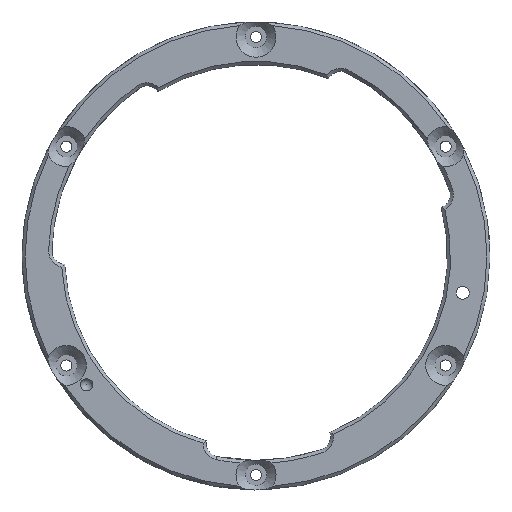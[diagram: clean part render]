
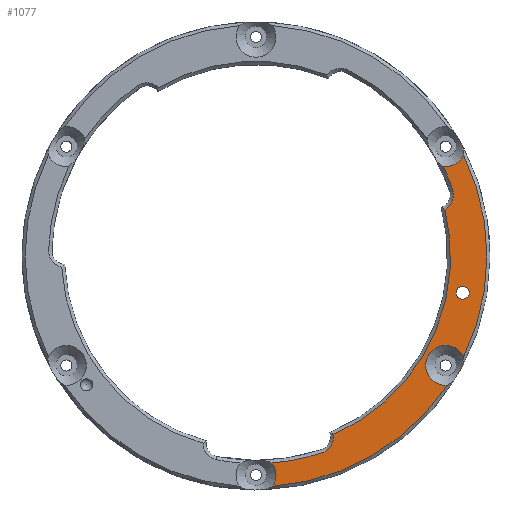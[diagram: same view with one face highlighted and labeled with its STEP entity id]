
A CAD part, top view. The second image highlights one B-rep face of the part: STEP entity #1077.
In plain terms, the highlighted planar face has unit normal (0, 0, 1).
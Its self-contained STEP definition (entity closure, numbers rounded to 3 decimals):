
#188=ORIENTED_EDGE('',*,*,#512,.T.);
#189=ORIENTED_EDGE('',*,*,#513,.T.);
#190=ORIENTED_EDGE('',*,*,#514,.T.);
#191=ORIENTED_EDGE('',*,*,#515,.T.);
#192=ORIENTED_EDGE('',*,*,#516,.T.);
#193=ORIENTED_EDGE('',*,*,#517,.T.);
#194=ORIENTED_EDGE('',*,*,#518,.T.);
#195=ORIENTED_EDGE('',*,*,#519,.T.);
#196=ORIENTED_EDGE('',*,*,#520,.T.);
#197=ORIENTED_EDGE('',*,*,#521,.T.);
#198=ORIENTED_EDGE('',*,*,#522,.T.);
#512=EDGE_CURVE('',#674,#674,#785,.T.);
#513=EDGE_CURVE('',#675,#676,#786,.T.);
#514=EDGE_CURVE('',#676,#677,#787,.T.);
#515=EDGE_CURVE('',#677,#678,#788,.T.);
#516=EDGE_CURVE('',#678,#679,#789,.F.);
#517=EDGE_CURVE('',#679,#680,#790,.T.);
#518=EDGE_CURVE('',#680,#681,#791,.F.);
#519=EDGE_CURVE('',#681,#682,#792,.T.);
#520=EDGE_CURVE('',#682,#683,#793,.T.);
#521=EDGE_CURVE('',#683,#684,#794,.T.);
#522=EDGE_CURVE('',#684,#675,#795,.T.);
#674=VERTEX_POINT('',#1712);
#675=VERTEX_POINT('',#1714);
#676=VERTEX_POINT('',#1715);
#677=VERTEX_POINT('',#1717);
#678=VERTEX_POINT('',#1719);
#679=VERTEX_POINT('',#1721);
#680=VERTEX_POINT('',#1723);
#681=VERTEX_POINT('',#1725);
#682=VERTEX_POINT('',#1727);
#683=VERTEX_POINT('',#1729);
#684=VERTEX_POINT('',#1731);
#785=CIRCLE('',#1172,1.05);
#786=CIRCLE('',#1173,2.7);
#787=CIRCLE('',#1174,33.7);
#788=CIRCLE('',#1175,3.25);
#789=CIRCLE('',#1176,37.5);
#790=CIRCLE('',#1177,3.25);
#791=CIRCLE('',#1178,37.5);
#792=CIRCLE('',#1179,3.25);
#793=CIRCLE('',#1180,33.7);
#794=CIRCLE('',#1181,2.7);
#795=CIRCLE('',#1182,31.6);
#872=EDGE_LOOP('',(#188));
#873=EDGE_LOOP('',(#189,#190,#191,#192,#193,#194,#195,#196,#197,#198));
#967=FACE_BOUND('',#872,.T.);
#968=FACE_BOUND('',#873,.T.);
#1061=PLANE('',#1171);
#1077=ADVANCED_FACE('',(#967,#968),#1061,.F.);
#1171=AXIS2_PLACEMENT_3D('',#1710,#1349,#1350);
#1172=AXIS2_PLACEMENT_3D('',#1711,#1351,#1352);
#1173=AXIS2_PLACEMENT_3D('',#1713,#1353,#1354);
#1174=AXIS2_PLACEMENT_3D('',#1716,#1355,#1356);
#1175=AXIS2_PLACEMENT_3D('',#1718,#1357,#1358);
#1176=AXIS2_PLACEMENT_3D('',#1720,#1359,#1360);
#1177=AXIS2_PLACEMENT_3D('',#1722,#1361,#1362);
#1178=AXIS2_PLACEMENT_3D('',#1724,#1363,#1364);
#1179=AXIS2_PLACEMENT_3D('',#1726,#1365,#1366);
#1180=AXIS2_PLACEMENT_3D('',#1728,#1367,#1368);
#1181=AXIS2_PLACEMENT_3D('',#1730,#1369,#1370);
#1182=AXIS2_PLACEMENT_3D('',#1732,#1371,#1372);
#1349=DIRECTION('',(0.,0.,-1.));
#1350=DIRECTION('',(1.,0.,0.));
#1351=DIRECTION('',(0.,0.,-1.));
#1352=DIRECTION('',(1.,0.,0.));
#1353=DIRECTION('',(0.,0.,-1.));
#1354=DIRECTION('',(1.,0.,0.));
#1355=DIRECTION('',(0.,0.,-1.));
#1356=DIRECTION('',(1.,0.,0.));
#1357=DIRECTION('',(0.,0.,-1.));
#1358=DIRECTION('',(1.,0.,0.));
#1359=DIRECTION('',(0.,0.,-1.));
#1360=DIRECTION('',(1.,0.,0.));
#1361=DIRECTION('',(0.,0.,-1.));
#1362=DIRECTION('',(1.,0.,0.));
#1363=DIRECTION('',(0.,0.,-1.));
#1364=DIRECTION('',(1.,0.,0.));
#1365=DIRECTION('',(0.,0.,-1.));
#1366=DIRECTION('',(1.,0.,0.));
#1367=DIRECTION('',(0.,0.,-1.));
#1368=DIRECTION('',(1.,0.,0.));
#1369=DIRECTION('',(0.,0.,-1.));
#1370=DIRECTION('',(1.,0.,0.));
#1371=DIRECTION('',(0.,0.,-1.));
#1372=DIRECTION('',(1.,0.,0.));
#1710=CARTESIAN_POINT('',(0.,0.,3.));
#1711=CARTESIAN_POINT('',(-33.569,5.997,3.));
#1712=CARTESIAN_POINT('',(-32.519,5.997,3.));
#1713=CARTESIAN_POINT('',(-9.916,29.371,3.));
#1714=CARTESIAN_POINT('',(-12.588,28.984,3.));
#1715=CARTESIAN_POINT('',(-10.78,31.929,3.));
#1716=CARTESIAN_POINT('',(0.,0.,3.));
#1717=CARTESIAN_POINT('',(-2.6,33.6,3.));
#1718=CARTESIAN_POINT('',(0.,35.55,3.));
#1719=CARTESIAN_POINT('',(-2.669,37.405,3.));
#1720=CARTESIAN_POINT('',(0.,0.,3.));
#1721=CARTESIAN_POINT('',(-31.059,21.014,3.));
#1722=CARTESIAN_POINT('',(-30.787,17.775,3.));
#1723=CARTESIAN_POINT('',(-33.728,16.391,3.));
#1724=CARTESIAN_POINT('',(0.,0.,3.));
#1725=CARTESIAN_POINT('',(-33.728,-16.391,3.));
#1726=CARTESIAN_POINT('',(-30.787,-17.775,3.));
#1727=CARTESIAN_POINT('',(-30.398,-14.548,3.));
#1728=CARTESIAN_POINT('',(0.,0.,3.));
#1729=CARTESIAN_POINT('',(-31.907,-10.846,3.));
#1730=CARTESIAN_POINT('',(-29.35,-9.977,3.));
#1731=CARTESIAN_POINT('',(-30.667,-7.62,3.));
#1732=CARTESIAN_POINT('',(0.,0.,3.));
